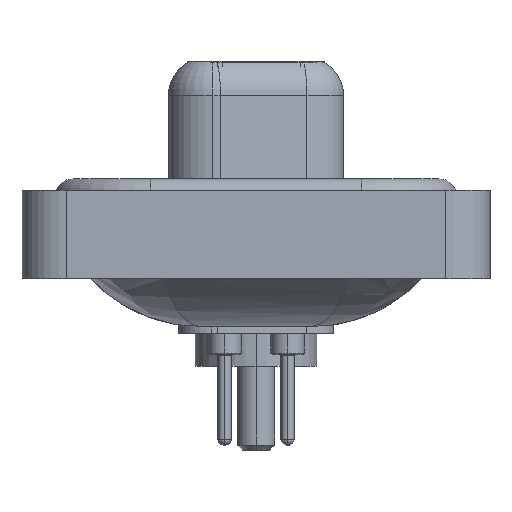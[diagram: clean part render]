
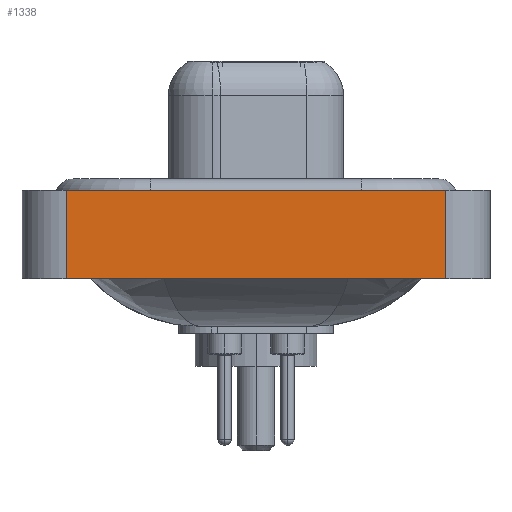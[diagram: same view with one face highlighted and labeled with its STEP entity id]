
A CAD part, left-side view. The second image highlights one B-rep face of the part: STEP entity #1338.
In plain terms, the highlighted planar face has unit normal (-1, 0, 0).
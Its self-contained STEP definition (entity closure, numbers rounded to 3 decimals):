
#1338 = ADVANCED_FACE ( 'NONE', ( #25020 ), #2866, .T. ) ;
#1431 = CARTESIAN_POINT ( 'NONE',  ( -7.35, 8.55, 0.4 ) ) ;
#1557 = ORIENTED_EDGE ( 'NONE', *, *, #12429, .F. ) ;
#2308 = CARTESIAN_POINT ( 'NONE',  ( -7.35, -8.55, 0.4 ) ) ;
#2866 = PLANE ( 'NONE',  #21148 ) ;
#3371 = VECTOR ( 'NONE', #15547, 1000. ) ;
#3962 = CARTESIAN_POINT ( 'NONE',  ( -7.35, 8.55, -3.6 ) ) ;
#4927 = CARTESIAN_POINT ( 'NONE',  ( -7.35, -8.55, -3.6 ) ) ;
#5036 = LINE ( 'NONE', #19052, #15990 ) ;
#6452 = LINE ( 'NONE', #20475, #24497 ) ;
#6573 = DIRECTION ( 'NONE',  ( 0., 0., 1. ) ) ;
#6710 = VERTEX_POINT ( 'NONE', #4927 ) ;
#6894 = EDGE_LOOP ( 'NONE', ( #11350, #1557, #14120, #14553 ) ) ;
#7359 = VERTEX_POINT ( 'NONE', #1431 ) ;
#7783 = DIRECTION ( 'NONE',  ( 0., -1., 0. ) ) ;
#8142 = VERTEX_POINT ( 'NONE', #2308 ) ;
#8921 = VECTOR ( 'NONE', #7783, 1000. ) ;
#10390 = VERTEX_POINT ( 'NONE', #3962 ) ;
#10622 = CARTESIAN_POINT ( 'NONE',  ( -7.35, -8.55, -3.6 ) ) ;
#11019 = DIRECTION ( 'NONE',  ( 0., 0., 1. ) ) ;
#11350 = ORIENTED_EDGE ( 'NONE', *, *, #15509, .T. ) ;
#12034 = EDGE_CURVE ( 'NONE', #10390, #6710, #13582, .T. ) ;
#12429 = EDGE_CURVE ( 'NONE', #7359, #8142, #21684, .T. ) ;
#13582 = LINE ( 'NONE', #15157, #3371 ) ;
#14067 = CARTESIAN_POINT ( 'NONE',  ( -7.35, -8.55, 0.4 ) ) ;
#14120 = ORIENTED_EDGE ( 'NONE', *, *, #25599, .F. ) ;
#14553 = ORIENTED_EDGE ( 'NONE', *, *, #12034, .T. ) ;
#15157 = CARTESIAN_POINT ( 'NONE',  ( -7.35, -8.55, -3.6 ) ) ;
#15509 = EDGE_CURVE ( 'NONE', #6710, #8142, #5036, .T. ) ;
#15547 = DIRECTION ( 'NONE',  ( 0., -1., 0. ) ) ;
#15990 = VECTOR ( 'NONE', #21450, 1000. ) ;
#19052 = CARTESIAN_POINT ( 'NONE',  ( -7.35, -8.55, -3.6 ) ) ;
#20475 = CARTESIAN_POINT ( 'NONE',  ( -7.35, 8.55, -3.6 ) ) ;
#21148 = AXIS2_PLACEMENT_3D ( 'NONE', #10622, #24628, #11019 ) ;
#21450 = DIRECTION ( 'NONE',  ( 0., 0., 1. ) ) ;
#21684 = LINE ( 'NONE', #14067, #8921 ) ;
#24497 = VECTOR ( 'NONE', #6573, 1000. ) ;
#24628 = DIRECTION ( 'NONE',  ( -1., 0., 0. ) ) ;
#25020 = FACE_OUTER_BOUND ( 'NONE', #6894, .T. ) ;
#25599 = EDGE_CURVE ( 'NONE', #10390, #7359, #6452, .T. ) ;
